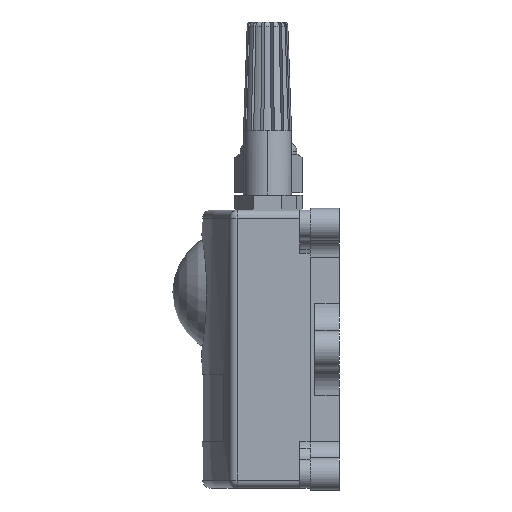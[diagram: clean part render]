
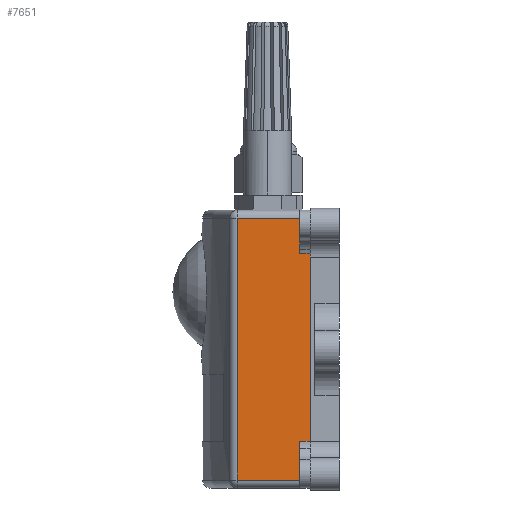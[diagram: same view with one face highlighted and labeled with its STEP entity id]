
A CAD part, left-side view. The second image highlights one B-rep face of the part: STEP entity #7651.
In plain terms, the highlighted planar face has unit normal (-1, 0, 0).
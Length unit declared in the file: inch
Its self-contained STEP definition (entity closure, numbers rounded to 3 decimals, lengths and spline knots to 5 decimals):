
#154 = VERTEX_POINT ( 'NONE', #7551 ) ;
#752 = DIRECTION ( 'NONE',  ( 0., 1., 0. ) ) ;
#1175 = VERTEX_POINT ( 'NONE', #9676 ) ;
#1381 = EDGE_CURVE ( 'NONE', #7400, #1429, #3102, .T. ) ;
#1429 = VERTEX_POINT ( 'NONE', #6858 ) ;
#1451 = VERTEX_POINT ( 'NONE', #3280 ) ;
#1501 = FACE_OUTER_BOUND ( 'NONE', #5697, .T. ) ;
#1513 = CARTESIAN_POINT ( 'NONE',  ( -1.71228, 1.22591, -1.67291 ) ) ;
#1567 = LINE ( 'NONE', #1513, #9388 ) ;
#1711 = LINE ( 'NONE', #11423, #7022 ) ;
#1756 = CARTESIAN_POINT ( 'NONE',  ( -1.71228, 0.35, 1.15293 ) ) ;
#1962 = ORIENTED_EDGE ( 'NONE', *, *, #10979, .T. ) ;
#2061 = CARTESIAN_POINT ( 'NONE',  ( -1.71228, 0.35, 1.15293 ) ) ;
#2320 = EDGE_CURVE ( 'NONE', #10444, #4084, #1567, .T. ) ;
#2384 = VECTOR ( 'NONE', #2483, 39.37008 ) ;
#2483 = DIRECTION ( 'NONE',  ( 0., 0., -1. ) ) ;
#2676 = CARTESIAN_POINT ( 'NONE',  ( -1.71228, -2.04756, 1.15293 ) ) ;
#2824 = ORIENTED_EDGE ( 'NONE', *, *, #7587, .T. ) ;
#3102 = LINE ( 'NONE', #11237, #5150 ) ;
#3280 = CARTESIAN_POINT ( 'NONE',  ( -1.71228, 0.35, -1.1072 ) ) ;
#3410 = DIRECTION ( 'NONE',  ( 0., 1., 0. ) ) ;
#3426 = DIRECTION ( 'NONE',  ( 1., 0., 0. ) ) ;
#3827 = CARTESIAN_POINT ( 'NONE',  ( -1.71228, 1.22591, 1.57291 ) ) ;
#4084 = VERTEX_POINT ( 'NONE', #4333 ) ;
#4132 = CARTESIAN_POINT ( 'NONE',  ( -1.71228, 0.47244, 1.57291 ) ) ;
#4333 = CARTESIAN_POINT ( 'NONE',  ( -1.71228, 1.22591, -1.57291 ) ) ;
#4420 = CARTESIAN_POINT ( 'NONE',  ( -1.71228, 0.47244, -1.67291 ) ) ;
#4453 = DIRECTION ( 'NONE',  ( 0., 0., 1. ) ) ;
#4537 = LINE ( 'NONE', #4420, #2384 ) ;
#5077 = ORIENTED_EDGE ( 'NONE', *, *, #6823, .F. ) ;
#5127 = DIRECTION ( 'NONE',  ( 0., 0., -1. ) ) ;
#5150 = VECTOR ( 'NONE', #8555, 39.37008 ) ;
#5519 = VECTOR ( 'NONE', #7155, 39.37008 ) ;
#5697 = EDGE_LOOP ( 'NONE', ( #6936, #7475, #6237, #5077, #1962, #6827, #9904, #2824 ) ) ;
#6142 = VECTOR ( 'NONE', #4453, 39.37008 ) ;
#6237 = ORIENTED_EDGE ( 'NONE', *, *, #10344, .F. ) ;
#6284 = VECTOR ( 'NONE', #7874, 39.37008 ) ;
#6798 = EDGE_CURVE ( 'NONE', #4084, #1175, #9726, .T. ) ;
#6823 = EDGE_CURVE ( 'NONE', #1451, #154, #1711, .T. ) ;
#6827 = ORIENTED_EDGE ( 'NONE', *, *, #8429, .T. ) ;
#6858 = CARTESIAN_POINT ( 'NONE',  ( -1.71228, 0.47244, 1.15293 ) ) ;
#6881 = CARTESIAN_POINT ( 'NONE',  ( -1.71228, -2.87345, 1.57291 ) ) ;
#6936 = ORIENTED_EDGE ( 'NONE', *, *, #2320, .T. ) ;
#6996 = DIRECTION ( 'NONE',  ( 0., 0., -1. ) ) ;
#7022 = VECTOR ( 'NONE', #3410, 39.37008 ) ;
#7134 = LINE ( 'NONE', #2676, #9189 ) ;
#7155 = DIRECTION ( 'NONE',  ( 0., -1., 0. ) ) ;
#7400 = VERTEX_POINT ( 'NONE', #4132 ) ;
#7475 = ORIENTED_EDGE ( 'NONE', *, *, #6798, .T. ) ;
#7551 = CARTESIAN_POINT ( 'NONE',  ( -1.71228, 0.47244, -1.1072 ) ) ;
#7587 = EDGE_CURVE ( 'NONE', #7400, #10444, #10628, .T. ) ;
#7651 = ADVANCED_FACE ( 'NONE', ( #1501 ), #10508, .F. ) ;
#7874 = DIRECTION ( 'NONE',  ( 0., 1., 0. ) ) ;
#8092 = CARTESIAN_POINT ( 'NONE',  ( -1.71228, -2.87345, -1.57291 ) ) ;
#8429 = EDGE_CURVE ( 'NONE', #10681, #1429, #7134, .T. ) ;
#8555 = DIRECTION ( 'NONE',  ( 0., 0., -1. ) ) ;
#8666 = LINE ( 'NONE', #1756, #6142 ) ;
#9189 = VECTOR ( 'NONE', #752, 39.37008 ) ;
#9388 = VECTOR ( 'NONE', #5127, 39.37008 ) ;
#9676 = CARTESIAN_POINT ( 'NONE',  ( -1.71228, 0.47244, -1.57291 ) ) ;
#9726 = LINE ( 'NONE', #8092, #5519 ) ;
#9904 = ORIENTED_EDGE ( 'NONE', *, *, #1381, .F. ) ;
#10344 = EDGE_CURVE ( 'NONE', #154, #1175, #4537, .T. ) ;
#10444 = VERTEX_POINT ( 'NONE', #3827 ) ;
#10508 = PLANE ( 'NONE',  #10960 ) ;
#10628 = LINE ( 'NONE', #6881, #6284 ) ;
#10681 = VERTEX_POINT ( 'NONE', #2061 ) ;
#10960 = AXIS2_PLACEMENT_3D ( 'NONE', #11437, #3426, #6996 ) ;
#10979 = EDGE_CURVE ( 'NONE', #1451, #10681, #8666, .T. ) ;
#11237 = CARTESIAN_POINT ( 'NONE',  ( -1.71228, 0.47244, -1.67291 ) ) ;
#11423 = CARTESIAN_POINT ( 'NONE',  ( -1.71228, -2.04756, -1.1072 ) ) ;
#11437 = CARTESIAN_POINT ( 'NONE',  ( -1.71228, -2.87345, -1.67291 ) ) ;
